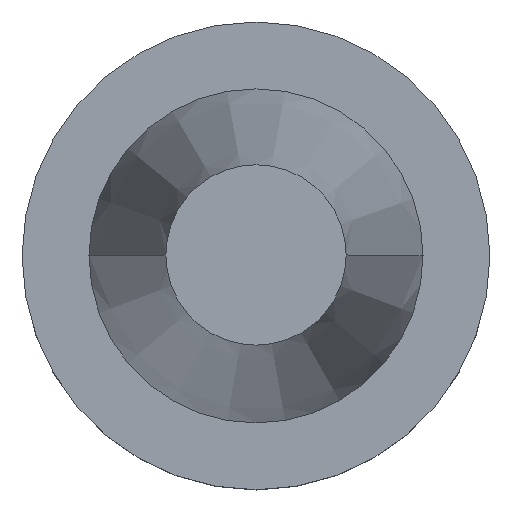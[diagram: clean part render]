
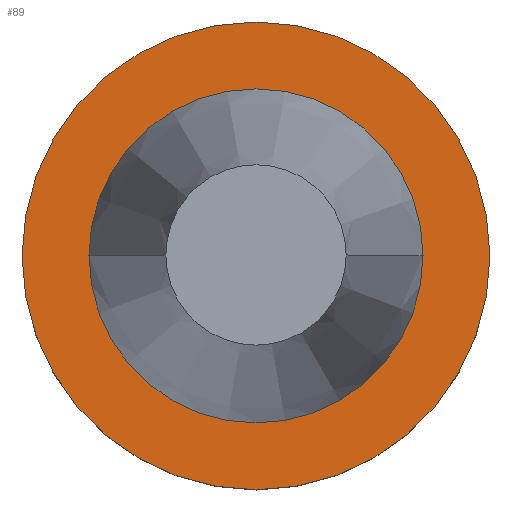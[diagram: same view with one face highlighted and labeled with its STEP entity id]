
A CAD part, top view. The second image highlights one B-rep face of the part: STEP entity #89.
In plain terms, the highlighted planar face has unit normal (0, 0, 1).
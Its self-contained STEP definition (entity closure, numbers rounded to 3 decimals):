
#61=FACE_BOUND('',#155,.T.);
#62=FACE_BOUND('',#156,.T.);
#89=ADVANCED_FACE('',(#61,#62),#121,.F.);
#121=PLANE('',#616);
#155=EDGE_LOOP('',(#256));
#156=EDGE_LOOP('',(#257,#258));
#203=CIRCLE('',#613,31.775);
#204=CIRCLE('',#614,22.692);
#205=CIRCLE('',#615,22.692);
#256=ORIENTED_EDGE('',*,*,#463,.F.);
#257=ORIENTED_EDGE('',*,*,#464,.T.);
#258=ORIENTED_EDGE('',*,*,#465,.T.);
#406=VERTEX_POINT('',#908);
#407=VERTEX_POINT('',#910);
#408=VERTEX_POINT('',#911);
#463=EDGE_CURVE('',#406,#406,#203,.T.);
#464=EDGE_CURVE('',#407,#408,#204,.T.);
#465=EDGE_CURVE('',#408,#407,#205,.T.);
#613=AXIS2_PLACEMENT_3D('',#907,#718,#719);
#614=AXIS2_PLACEMENT_3D('',#909,#720,#721);
#615=AXIS2_PLACEMENT_3D('',#912,#722,#723);
#616=AXIS2_PLACEMENT_3D('',#913,#724,#725);
#718=DIRECTION('',(0.,0.,-1.));
#719=DIRECTION('',(-1.,0.,0.));
#720=DIRECTION('',(0.,0.,-1.));
#721=DIRECTION('',(-1.,0.,0.));
#722=DIRECTION('',(0.,0.,-1.));
#723=DIRECTION('',(-1.,0.,0.));
#724=DIRECTION('',(0.,0.,-1.));
#725=DIRECTION('',(-1.,0.,0.));
#907=CARTESIAN_POINT('',(0.011,0.,-3.2));
#908=CARTESIAN_POINT('',(-31.764,0.,-3.2));
#909=CARTESIAN_POINT('',(0.011,0.,-3.2));
#910=CARTESIAN_POINT('',(-22.68,0.,-3.2));
#911=CARTESIAN_POINT('',(22.703,0.,-3.2));
#912=CARTESIAN_POINT('',(0.011,0.,-3.2));
#913=CARTESIAN_POINT('',(0.011,-22.692,-3.2));
